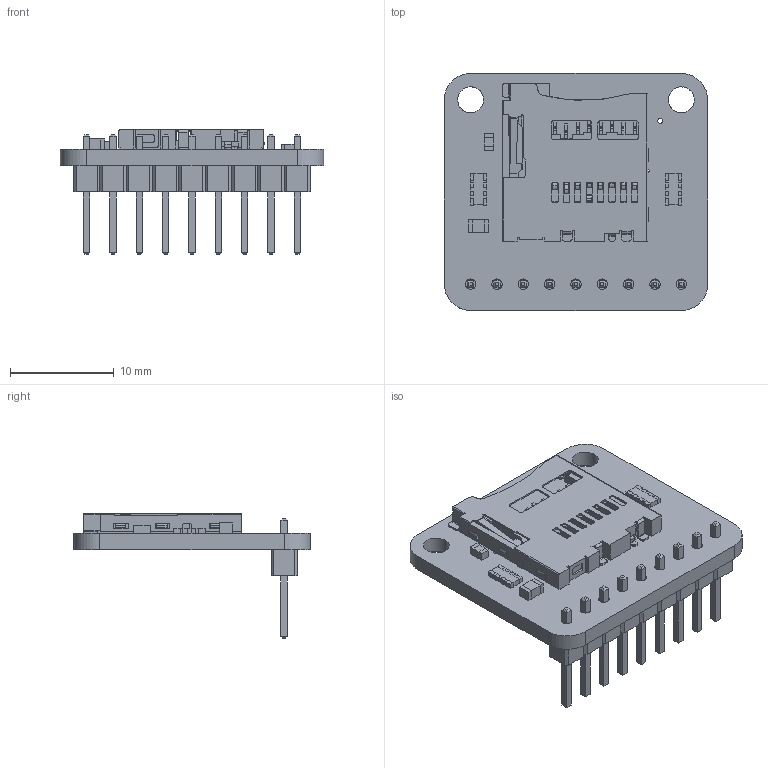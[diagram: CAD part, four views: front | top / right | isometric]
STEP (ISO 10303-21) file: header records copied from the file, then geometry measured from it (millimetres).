
FILE_DESCRIPTION(('CATIA V5 STEP Exchange'),'2;1');
FILE_NAME('4682 Micro SD Breakout.stp','2024-05-23T18:07:06+00:00',('none'),('none'),'CATIA Version 5 Release 17 (IN-10)','CATIA V5 STEP AP214','none');
FILE_SCHEMA(('AUTOMOTIVE_DESIGN { 1 0 10303 214 1 1 1 1 }'));
Length unit declared in the file: millimetre
Products named in the file (7): PCB Component; Board; microSD; 10uF; 0.1uF; 47K; SOLID
Assembly tree (7 placements, depth 2):
  PCB Component
    Board
    microSD
    10uF
    0.1uF
    47K  x2
    SOLID
Bounding box: 25.4 x 22.86 x 11.99 mm (x, y, z)
Volume: 1241.5 mm3; surface area: 2640.6 mm2
Topology: 7 solids, 7 shells, 1068 faces, 2964 edges, 1942 vertices
Faces by surface type: plane 830, cylinder 238
Entity records: 41125 total; most frequent: CARTESIAN_POINT 10360, ORIENTED_EDGE 5568, DIRECTION 4384, EDGE_CURVE 2784, VECTOR 2305, LINE 2305, VERTEX_POINT 1821, EDGE_LOOP 1129
